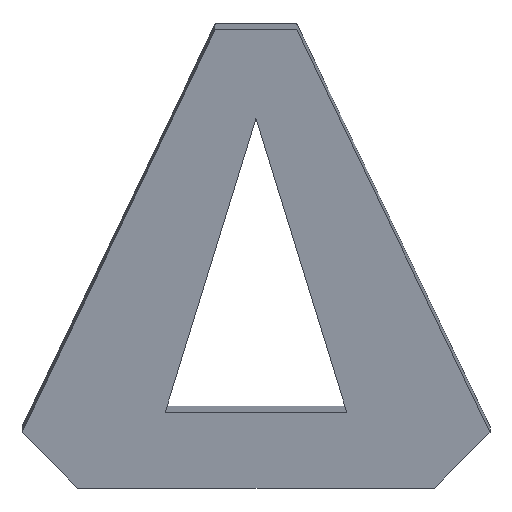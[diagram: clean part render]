
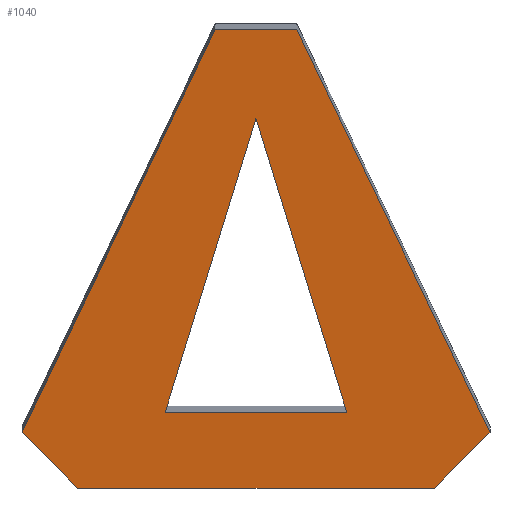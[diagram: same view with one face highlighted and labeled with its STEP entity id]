
A CAD part, front view. The second image highlights one B-rep face of the part: STEP entity #1040.
In plain terms, the highlighted planar face has unit normal (0, -0.99, -0.141).
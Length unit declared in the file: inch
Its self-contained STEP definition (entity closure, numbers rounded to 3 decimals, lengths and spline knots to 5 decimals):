
#49 = EDGE_CURVE ( 'NONE', #786, #2006, #2323, .T. ) ;
#68 = ORIENTED_EDGE ( 'NONE', *, *, #260, .F. ) ;
#127 = ORIENTED_EDGE ( 'NONE', *, *, #1129, .F. ) ;
#150 = VECTOR ( 'NONE', #1635, 39.37008 ) ;
#206 = EDGE_CURVE ( 'NONE', #2562, #510, #530, .T. ) ;
#207 = CARTESIAN_POINT ( 'NONE',  ( 0., 0.81435, 0.68556 ) ) ;
#219 = DIRECTION ( 'NONE',  ( 1., 0., 0. ) ) ;
#226 = CARTESIAN_POINT ( 'NONE',  ( -1.48413, 0.79449, 0.82504 ) ) ;
#233 = CARTESIAN_POINT ( 'NONE',  ( -1.61862, 0.8344, 0.54467 ) ) ;
#249 = LINE ( 'NONE', #207, #150 ) ;
#260 = EDGE_CURVE ( 'NONE', #587, #2562, #1656, .T. ) ;
#305 = CARTESIAN_POINT ( 'NONE',  ( 1.23315, 0.88928, 0.15919 ) ) ;
#384 = CARTESIAN_POINT ( 'NONE',  ( 0., 0.89382, 0.12723 ) ) ;
#395 = LINE ( 'NONE', #591, #2178 ) ;
#435 = CARTESIAN_POINT ( 'NONE',  ( 0.60662, 0.97846, -0.46734 ) ) ;
#468 = ORIENTED_EDGE ( 'NONE', *, *, #206, .F. ) ;
#474 = DIRECTION ( 'NONE',  ( -0.704, -0.1, 0.704 ) ) ;
#510 = VERTEX_POINT ( 'NONE', #1452 ) ;
#530 = LINE ( 'NONE', #2604, #2023 ) ;
#566 = FACE_BOUND ( 'NONE', #1908, .T. ) ;
#587 = VERTEX_POINT ( 'NONE', #2438 ) ;
#591 = CARTESIAN_POINT ( 'NONE',  ( 0., 0.43767, 3.33171 ) ) ;
#614 = ORIENTED_EDGE ( 'NONE', *, *, #1594, .F. ) ;
#639 = DIRECTION ( 'NONE',  ( -0.292, -0.135, 0.947 ) ) ;
#645 = EDGE_CURVE ( 'NONE', #2006, #1169, #854, .T. ) ;
#663 = CARTESIAN_POINT ( 'NONE',  ( 0., 0.52504, 2.71798 ) ) ;
#745 = ORIENTED_EDGE ( 'NONE', *, *, #1953, .F. ) ;
#746 = DIRECTION ( 'NONE',  ( 0., 0.99, 0.141 ) ) ;
#786 = VERTEX_POINT ( 'NONE', #1601 ) ;
#794 = VECTOR ( 'NONE', #1653, 39.37008 ) ;
#854 = LINE ( 'NONE', #226, #794 ) ;
#947 = ORIENTED_EDGE ( 'NONE', *, *, #1191, .F. ) ;
#954 = EDGE_LOOP ( 'NONE', ( #2000, #614, #745, #2208, #1809, #127 ) ) ;
#962 = VECTOR ( 'NONE', #1174, 39.37008 ) ;
#1040 = ADVANCED_FACE ( 'NONE', ( #1806, #566 ), #1350, .F. ) ;
#1129 = EDGE_CURVE ( 'NONE', #1668, #786, #2386, .T. ) ;
#1158 = EDGE_CURVE ( 'NONE', #1339, #1668, #1262, .T. ) ;
#1169 = VERTEX_POINT ( 'NONE', #1882 ) ;
#1174 = DIRECTION ( 'NONE',  ( -1., 0., 0. ) ) ;
#1187 = CARTESIAN_POINT ( 'NONE',  ( 0., 0.88928, 0.15919 ) ) ;
#1191 = EDGE_CURVE ( 'NONE', #510, #587, #249, .T. ) ;
#1198 = CARTESIAN_POINT ( 'NONE',  ( 0.28167, 0.43767, 3.33171 ) ) ;
#1212 = DIRECTION ( 'NONE',  ( -0.704, 0.1, -0.704 ) ) ;
#1262 = LINE ( 'NONE', #435, #2570 ) ;
#1339 = VERTEX_POINT ( 'NONE', #2146 ) ;
#1346 = VECTOR ( 'NONE', #474, 39.37008 ) ;
#1350 = PLANE ( 'NONE',  #2321 ) ;
#1366 = DIRECTION ( 'NONE',  ( -0.292, 0.135, -0.947 ) ) ;
#1452 = CARTESIAN_POINT ( 'NONE',  ( -0.62777, 0.81435, 0.68556 ) ) ;
#1460 = CARTESIAN_POINT ( 'NONE',  ( 1.48413, 0.79449, 0.82504 ) ) ;
#1486 = VERTEX_POINT ( 'NONE', #1198 ) ;
#1575 = DIRECTION ( 'NONE',  ( 0., -0.141, 0.99 ) ) ;
#1594 = EDGE_CURVE ( 'NONE', #1486, #1339, #1707, .T. ) ;
#1601 = CARTESIAN_POINT ( 'NONE',  ( -1.23315, 0.88928, 0.15919 ) ) ;
#1635 = DIRECTION ( 'NONE',  ( 1., 0., 0. ) ) ;
#1653 = DIRECTION ( 'NONE',  ( 0.429, -0.127, 0.894 ) ) ;
#1656 = LINE ( 'NONE', #2232, #2114 ) ;
#1668 = VERTEX_POINT ( 'NONE', #305 ) ;
#1705 = CARTESIAN_POINT ( 'NONE',  ( -0.60662, 0.97846, -0.46734 ) ) ;
#1707 = LINE ( 'NONE', #1460, #1981 ) ;
#1806 = FACE_OUTER_BOUND ( 'NONE', #954, .T. ) ;
#1809 = ORIENTED_EDGE ( 'NONE', *, *, #49, .F. ) ;
#1882 = CARTESIAN_POINT ( 'NONE',  ( -0.28167, 0.43767, 3.33171 ) ) ;
#1908 = EDGE_LOOP ( 'NONE', ( #68, #947, #468 ) ) ;
#1953 = EDGE_CURVE ( 'NONE', #1169, #1486, #395, .T. ) ;
#1981 = VECTOR ( 'NONE', #2503, 39.37008 ) ;
#2000 = ORIENTED_EDGE ( 'NONE', *, *, #1158, .F. ) ;
#2006 = VERTEX_POINT ( 'NONE', #233 ) ;
#2023 = VECTOR ( 'NONE', #1366, 39.37008 ) ;
#2114 = VECTOR ( 'NONE', #639, 39.37008 ) ;
#2146 = CARTESIAN_POINT ( 'NONE',  ( 1.61862, 0.8344, 0.54467 ) ) ;
#2178 = VECTOR ( 'NONE', #219, 39.37008 ) ;
#2208 = ORIENTED_EDGE ( 'NONE', *, *, #645, .F. ) ;
#2232 = CARTESIAN_POINT ( 'NONE',  ( 0.7318, 0.86229, 0.34878 ) ) ;
#2321 = AXIS2_PLACEMENT_3D ( 'NONE', #384, #746, #1575 ) ;
#2323 = LINE ( 'NONE', #1705, #1346 ) ;
#2386 = LINE ( 'NONE', #1187, #962 ) ;
#2438 = CARTESIAN_POINT ( 'NONE',  ( 0.62777, 0.81435, 0.68556 ) ) ;
#2503 = DIRECTION ( 'NONE',  ( 0.429, 0.127, -0.894 ) ) ;
#2562 = VERTEX_POINT ( 'NONE', #663 ) ;
#2570 = VECTOR ( 'NONE', #1212, 39.37008 ) ;
#2604 = CARTESIAN_POINT ( 'NONE',  ( -0.7318, 0.86229, 0.34878 ) ) ;
